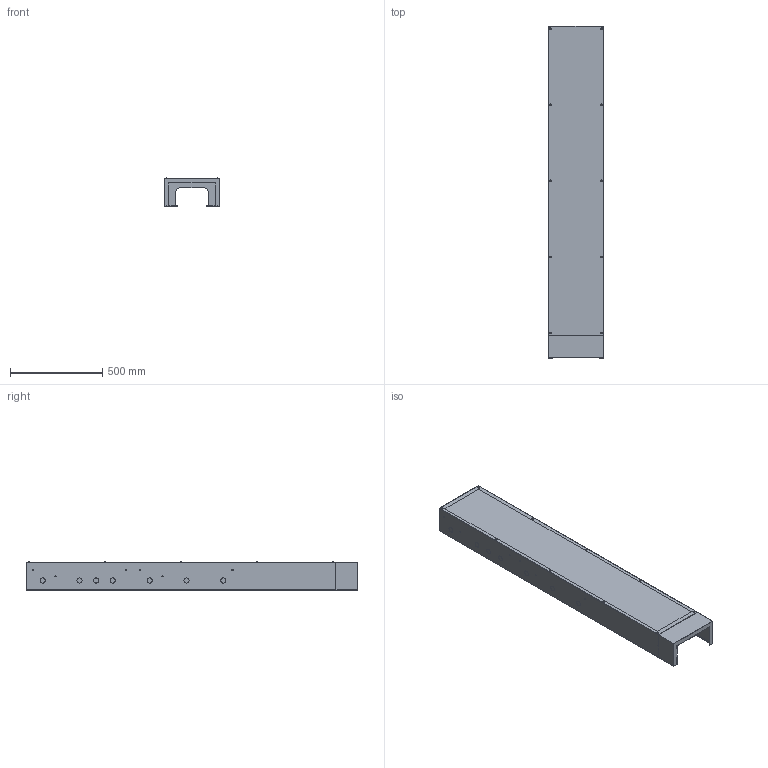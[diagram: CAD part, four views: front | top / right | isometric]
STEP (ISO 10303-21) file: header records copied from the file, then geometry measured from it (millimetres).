
FILE_DESCRIPTION (( 'STEP AP214' ), '1' );
FILE_NAME ('IND-KET-1-L_ﾊⅱ髜 ﾊﾝﾒ LIGHT IEK.STEP', '2021-03-31T11:43:00', ( '' ), ( '' ), 'SwSTEP 2.0', 'SolidWorks 2017', '' );
FILE_SCHEMA (( 'AUTOMOTIVE_DESIGN' ));
Length unit declared in the file: millimetre
Products named in the file (6): Êàðêàñ ÊÝÒ; Ôàñàäíàÿ ïàíåëü 1160; hex flange bolt_din_DIN 6921 - M6 x 16 x 16-N; Ãàéêà_ôëàíöåâàÿ_M6; IND-KET-1-L_ﾊⅱ髜 ﾊﾝﾒ LIGHT IEK; Âèíò_ðåçüáîâûäàâëèâàþùèé_Œ4å9
Assembly tree (16 placements, depth 2):
  IND-KET-1-L_ﾊⅱ髜 ﾊﾝﾒ LIGHT IEK
    Êàðêàñ ÊÝÒ
    Ôàñàäíàÿ ïàíåëü 1160
    Âèíò_ðåçüáîâûäàâëèâàþùèé_Œ4å9  x10
    hex flange bolt_din_DIN 6921 - M6 x 16 x 16-N  x2
    Ãàéêà_ôëàíöåâàÿ_M6  x2
Bounding box: 300 x 1800 x 152.36 mm (x, y, z)
Volume: 1128745.5 mm3; surface area: 2800822.6 mm2
Topology: 16 solids, 16 shells, 1064 faces, 2946 edges, 1968 vertices
Faces by surface type: plane 488, cylinder 476, bspline 32, torus 24, cone 24, sphere 20
Entity records: 25838 total; most frequent: CARTESIAN_POINT 5082, DIRECTION 4380, ORIENTED_EDGE 4188, EDGE_CURVE 2094, AXIS2_PLACEMENT_3D 1588, VERTEX_POINT 1388, VECTOR 1204, LINE 1204
